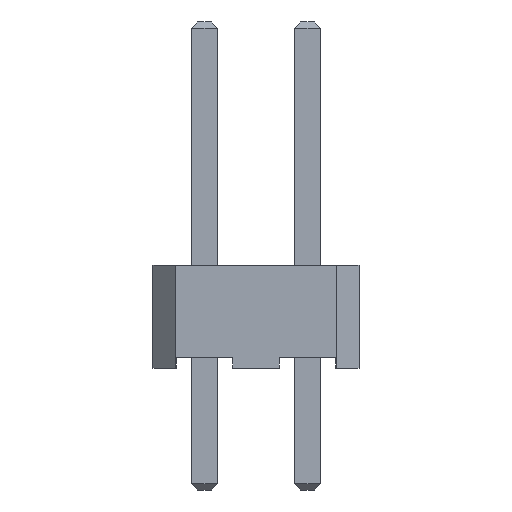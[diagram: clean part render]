
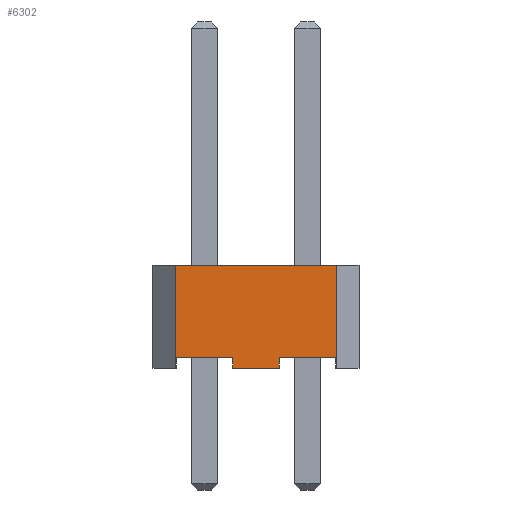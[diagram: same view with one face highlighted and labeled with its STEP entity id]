
A CAD part, left-side view. The second image highlights one B-rep face of the part: STEP entity #6302.
In plain terms, the highlighted planar face has unit normal (-1, 0, 0).
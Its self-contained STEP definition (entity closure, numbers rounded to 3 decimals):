
#380=FACE_OUTER_BOUND('',#768,.T.);
#768=EDGE_LOOP('',(#5305,#5306,#5307,#5308,#5309,#5310,#5311,#5312,#5313,
#5314,#5315,#5316));
#1328=LINE('',#9448,#2178);
#1331=LINE('',#9453,#2181);
#1366=LINE('',#9523,#2216);
#1403=LINE('',#9598,#2253);
#1440=LINE('',#9672,#2290);
#1443=LINE('',#9677,#2293);
#1444=LINE('',#9679,#2294);
#1446=LINE('',#9684,#2296);
#1481=LINE('',#9753,#2331);
#1482=LINE('',#9755,#2332);
#1547=LINE('',#9885,#2397);
#1548=LINE('',#9887,#2398);
#2178=VECTOR('',#7772,10.);
#2181=VECTOR('',#7777,10.);
#2216=VECTOR('',#7814,10.);
#2253=VECTOR('',#7855,10.);
#2290=VECTOR('',#7896,10.);
#2293=VECTOR('',#7901,10.);
#2294=VECTOR('',#7904,10.);
#2296=VECTOR('',#7908,10.);
#2331=VECTOR('',#7945,10.);
#2332=VECTOR('',#7948,10.);
#2397=VECTOR('',#8143,10.);
#2398=VECTOR('',#8146,10.);
#2823=VERTEX_POINT('',#9445);
#2824=VERTEX_POINT('',#9447);
#2825=VERTEX_POINT('',#9451);
#2859=VERTEX_POINT('',#9521);
#2894=VERTEX_POINT('',#9595);
#2895=VERTEX_POINT('',#9597);
#2929=VERTEX_POINT('',#9669);
#2930=VERTEX_POINT('',#9671);
#2931=VERTEX_POINT('',#9675);
#2932=VERTEX_POINT('',#9681);
#2933=VERTEX_POINT('',#9683);
#2966=VERTEX_POINT('',#9751);
#3536=EDGE_CURVE('',#2824,#2823,#1328,.T.);
#3539=EDGE_CURVE('',#2825,#2823,#1331,.T.);
#3574=EDGE_CURVE('',#2859,#2825,#1366,.T.);
#3611=EDGE_CURVE('',#2894,#2895,#1403,.T.);
#3648=EDGE_CURVE('',#2929,#2930,#1440,.T.);
#3651=EDGE_CURVE('',#2931,#2929,#1443,.T.);
#3652=EDGE_CURVE('',#2824,#2931,#1444,.T.);
#3654=EDGE_CURVE('',#2932,#2933,#1446,.T.);
#3689=EDGE_CURVE('',#2966,#2932,#1481,.T.);
#3690=EDGE_CURVE('',#2966,#2930,#1482,.T.);
#3755=EDGE_CURVE('',#2895,#2859,#1547,.T.);
#3756=EDGE_CURVE('',#2933,#2894,#1548,.T.);
#5305=ORIENTED_EDGE('',*,*,#3611,.F.);
#5306=ORIENTED_EDGE('',*,*,#3756,.F.);
#5307=ORIENTED_EDGE('',*,*,#3654,.F.);
#5308=ORIENTED_EDGE('',*,*,#3689,.F.);
#5309=ORIENTED_EDGE('',*,*,#3690,.T.);
#5310=ORIENTED_EDGE('',*,*,#3648,.F.);
#5311=ORIENTED_EDGE('',*,*,#3651,.F.);
#5312=ORIENTED_EDGE('',*,*,#3652,.F.);
#5313=ORIENTED_EDGE('',*,*,#3536,.T.);
#5314=ORIENTED_EDGE('',*,*,#3539,.F.);
#5315=ORIENTED_EDGE('',*,*,#3574,.F.);
#5316=ORIENTED_EDGE('',*,*,#3755,.F.);
#5914=PLANE('',#6727);
#6302=ADVANCED_FACE('',(#380),#5914,.T.);
#6727=AXIS2_PLACEMENT_3D('',#9888,#8147,#8148);
#7772=DIRECTION('',(0.,-1.,0.));
#7777=DIRECTION('',(0.,0.,1.));
#7814=DIRECTION('',(0.,1.,0.));
#7855=DIRECTION('',(0.,-1.,0.));
#7896=DIRECTION('',(0.,0.,1.));
#7901=DIRECTION('',(0.,1.,0.));
#7904=DIRECTION('',(0.,0.,-1.));
#7908=DIRECTION('',(0.,1.,0.));
#7945=DIRECTION('',(0.,0.,-1.));
#7948=DIRECTION('',(0.,-1.,0.));
#8143=DIRECTION('',(0.,0.,-1.));
#8146=DIRECTION('',(0.,0.,1.));
#8147=DIRECTION('center_axis',(-1.,0.,0.));
#8148=DIRECTION('ref_axis',(0.,-1.,0.));
#9445=CARTESIAN_POINT('',(-13.97,-1.97,0.32));
#9447=CARTESIAN_POINT('',(-13.97,-0.57,0.32));
#9448=CARTESIAN_POINT('',(-13.97,-1.135,0.32));
#9451=CARTESIAN_POINT('',(-13.97,-1.97,0.05));
#9453=CARTESIAN_POINT('',(-13.97,-1.97,1.32));
#9521=CARTESIAN_POINT('',(-13.97,-1.987,0.05));
#9523=CARTESIAN_POINT('',(-13.97,-1.159,0.05));
#9595=CARTESIAN_POINT('',(-13.97,1.987,2.59));
#9597=CARTESIAN_POINT('',(-13.97,-1.987,2.59));
#9598=CARTESIAN_POINT('',(-13.97,0.,2.59));
#9669=CARTESIAN_POINT('',(-13.97,0.57,0.05));
#9671=CARTESIAN_POINT('',(-13.97,0.57,0.32));
#9672=CARTESIAN_POINT('',(-13.97,0.57,1.32));
#9675=CARTESIAN_POINT('',(-13.97,-0.57,0.05));
#9677=CARTESIAN_POINT('',(-13.97,-0.817,0.05));
#9679=CARTESIAN_POINT('',(-13.97,-0.57,1.455));
#9681=CARTESIAN_POINT('',(-13.97,1.97,0.05));
#9683=CARTESIAN_POINT('',(-13.97,1.987,0.05));
#9684=CARTESIAN_POINT('',(-13.97,1.723,0.05));
#9751=CARTESIAN_POINT('',(-13.97,1.97,0.32));
#9753=CARTESIAN_POINT('',(-13.97,1.97,1.455));
#9755=CARTESIAN_POINT('',(-13.97,1.405,0.32));
#9885=CARTESIAN_POINT('',(-13.97,-1.987,0.05));
#9887=CARTESIAN_POINT('',(-13.97,1.987,0.05));
#9888=CARTESIAN_POINT('Origin',(-13.97,0.,0.05));
